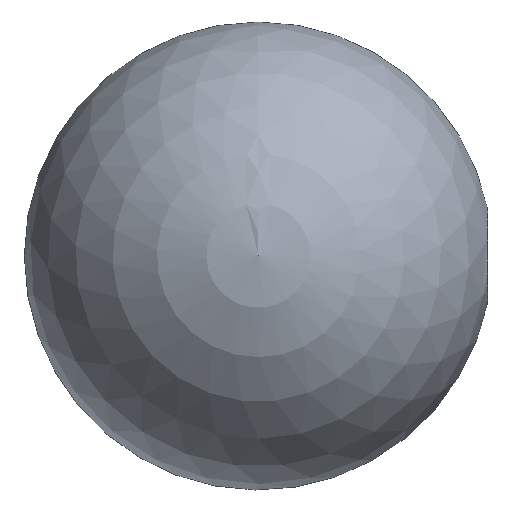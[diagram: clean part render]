
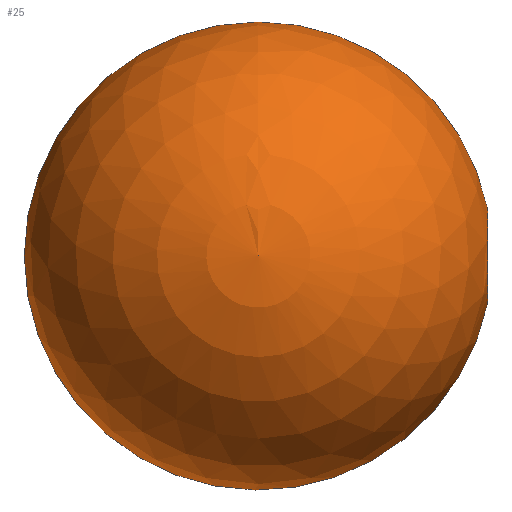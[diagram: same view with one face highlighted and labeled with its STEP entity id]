
A CAD part, top view. The second image highlights one B-rep face of the part: STEP entity #25.
In plain terms, the highlighted spherical face has radius 12.5 mm.
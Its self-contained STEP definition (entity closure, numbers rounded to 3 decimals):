
#1 = DIRECTION ( 'NONE',  ( 1., 0., 0. ) ) ;
#2 = AXIS2_PLACEMENT_3D ( 'NONE', #44, #117, #166 ) ;
#4 = VERTEX_POINT ( 'NONE', #227 ) ;
#16 = CARTESIAN_POINT ( 'NONE',  ( -0.243, 0., 0. ) ) ;
#22 = AXIS2_PLACEMENT_3D ( 'NONE', #134, #132, #210 ) ;
#24 = CARTESIAN_POINT ( 'NONE',  ( -0.243, 0., 2.5 ) ) ;
#25 = ADVANCED_FACE ( 'NONE', ( #193 ), #178, .T. ) ;
#29 = VERTEX_POINT ( 'NONE', #73 ) ;
#30 = AXIS2_PLACEMENT_3D ( 'NONE', #79, #149, #146 ) ;
#31 = ORIENTED_EDGE ( 'NONE', *, *, #80, .F. ) ;
#35 = VERTEX_POINT ( 'NONE', #71 ) ;
#38 = CARTESIAN_POINT ( 'NONE',  ( -12.49, 0., 0. ) ) ;
#44 = CARTESIAN_POINT ( 'NONE',  ( -12.49, 0., 0. ) ) ;
#71 = CARTESIAN_POINT ( 'NONE',  ( -24.99, 0., 0. ) ) ;
#73 = CARTESIAN_POINT ( 'NONE',  ( -0.243, -2.5, 0. ) ) ;
#79 = CARTESIAN_POINT ( 'NONE',  ( -12.49, 0., 0. ) ) ;
#80 = EDGE_CURVE ( 'NONE', #209, #29, #245, .T. ) ;
#95 = ORIENTED_EDGE ( 'NONE', *, *, #198, .F. ) ;
#117 = DIRECTION ( 'NONE',  ( 0., 0., -1. ) ) ;
#124 = EDGE_CURVE ( 'NONE', #35, #29, #190, .T. ) ;
#129 = DIRECTION ( 'NONE',  ( 0., 0., 1. ) ) ;
#132 = DIRECTION ( 'NONE',  ( 1., 0., 0. ) ) ;
#134 = CARTESIAN_POINT ( 'NONE',  ( -0.243, 0., 0. ) ) ;
#139 = CIRCLE ( 'NONE', #2, 12.5 ) ;
#143 = AXIS2_PLACEMENT_3D ( 'NONE', #38, #129, #205 ) ;
#146 = DIRECTION ( 'NONE',  ( 0., -1., 0. ) ) ;
#149 = DIRECTION ( 'NONE',  ( 0., 0., 1. ) ) ;
#157 = AXIS2_PLACEMENT_3D ( 'NONE', #16, #1, #162 ) ;
#162 = DIRECTION ( 'NONE',  ( 0., 0., 1. ) ) ;
#166 = DIRECTION ( 'NONE',  ( -1., 0., 0. ) ) ;
#176 = EDGE_CURVE ( 'NONE', #4, #209, #241, .T. ) ;
#178 = SPHERICAL_SURFACE ( 'NONE', #143, 12.5 ) ;
#190 = CIRCLE ( 'NONE', #30, 12.5 ) ;
#193 = FACE_OUTER_BOUND ( 'NONE', #225, .T. ) ;
#198 = EDGE_CURVE ( 'NONE', #35, #4, #139, .T. ) ;
#205 = DIRECTION ( 'NONE',  ( 0., 1., 0. ) ) ;
#209 = VERTEX_POINT ( 'NONE', #24 ) ;
#210 = DIRECTION ( 'NONE',  ( 0., 0., 1. ) ) ;
#221 = ORIENTED_EDGE ( 'NONE', *, *, #124, .T. ) ;
#225 = EDGE_LOOP ( 'NONE', ( #95, #221, #31, #240 ) ) ;
#227 = CARTESIAN_POINT ( 'NONE',  ( -0.243, 2.5, 0. ) ) ;
#240 = ORIENTED_EDGE ( 'NONE', *, *, #176, .F. ) ;
#241 = CIRCLE ( 'NONE', #22, 2.5 ) ;
#245 = CIRCLE ( 'NONE', #157, 2.5 ) ;
